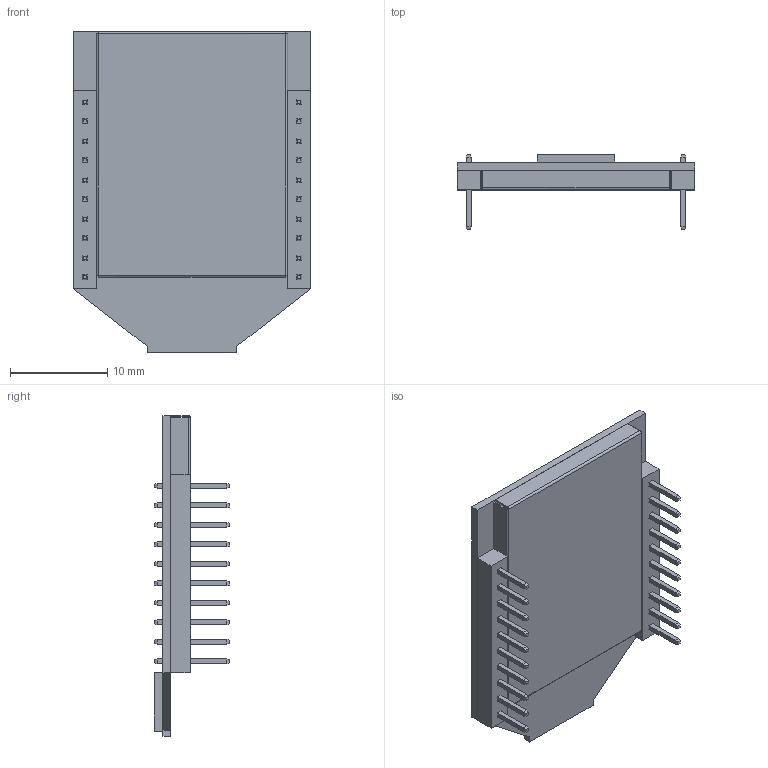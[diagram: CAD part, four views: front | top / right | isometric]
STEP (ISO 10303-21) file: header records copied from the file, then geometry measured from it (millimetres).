
FILE_DESCRIPTION (( 'STEP AP214' ), '1' );
FILE_NAME ('XBP9B-DMWT-002.STEP', '2021-07-08T00:19:19', ( '' ), ( '' ), 'SwSTEP 2.0', 'SolidWorks 2017', '' );
FILE_SCHEMA (( 'AUTOMOTIVE_DESIGN' ));
Length unit declared in the file: millimetre
Products named in the file (1): XBP9B-DMWT-002
Bounding box: 24.38 x 7.74 x 32.94 mm (x, y, z)
Volume: 951 mm3; surface area: 3930.9 mm2
Topology: 45 solids, 45 shells, 630 faces, 1428 edges, 888 vertices
Faces by surface type: plane 538, cylinder 84, bspline 8
Entity records: 18022 total; most frequent: CARTESIAN_POINT 3231, ORIENTED_EDGE 2856, DIRECTION 2798, EDGE_CURVE 1428, LINE 1248, VECTOR 1248, VERTEX_POINT 888, AXIS2_PLACEMENT_3D 775
